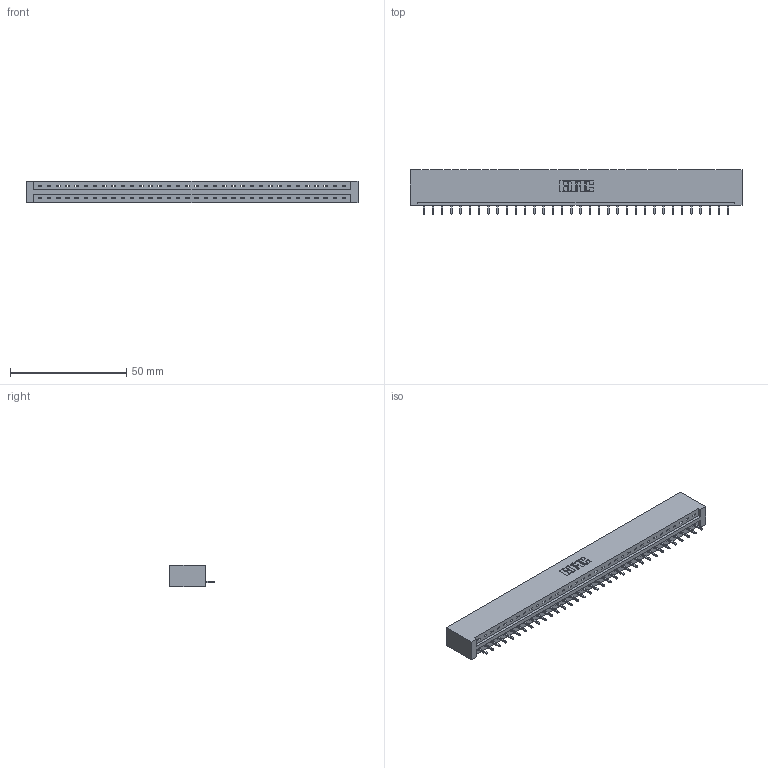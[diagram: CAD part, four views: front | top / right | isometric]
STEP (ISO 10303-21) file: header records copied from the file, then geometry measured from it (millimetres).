
FILE_DESCRIPTION (( 'STEP AP203' ), '1' );
FILE_NAME ('387-034-521-101.STEP', '2019-10-04T10:52:46', ( '' ), ( '' ), 'SwSTEP 2.0', 'SolidWorks 2016', '' );
FILE_SCHEMA (( 'CONFIG_CONTROL_DESIGN' ));
Length unit declared in the file: inch
Products named in the file (3): 387-034-521-101; 345-292-001_345-293-121; 337 Part_No Mounting Lugs
Assembly tree (35 placements, depth 2):
  387-034-521-101
    337 Part_No Mounting Lugs
    345-292-001_345-293-121  x34
Bounding box: 142.6 x 19.06 x 9.4 mm (x, y, z)
Volume: 15362.3 mm3; surface area: 15401.6 mm2
Topology: 35 solids, 35 shells, 2214 faces, 6679 edges, 4406 vertices
Faces by surface type: plane 1630, cylinder 584
Entity records: 26049 total; most frequent: CARTESIAN_POINT 4544, ORIENTED_EDGE 4514, DIRECTION 3833, EDGE_CURVE 2257, VECTOR 2137, LINE 2137, VERTEX_POINT 1502, AXIS2_PLACEMENT_3D 848
